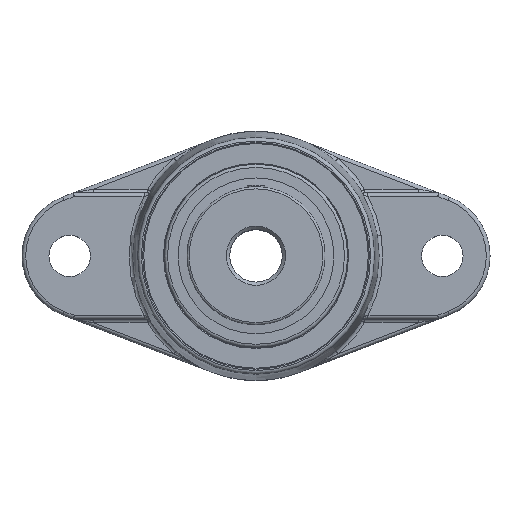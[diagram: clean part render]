
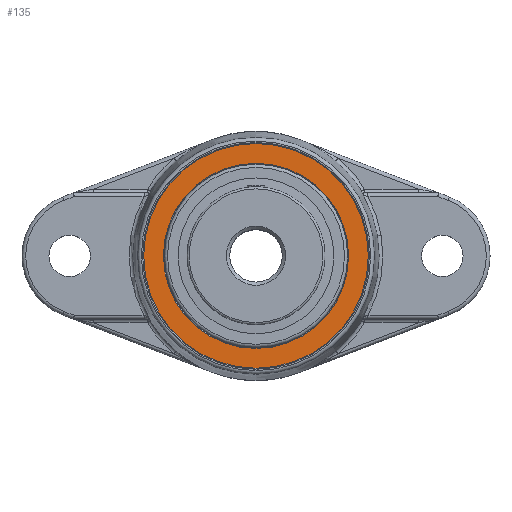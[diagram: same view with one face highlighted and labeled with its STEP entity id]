
A CAD part, top view. The second image highlights one B-rep face of the part: STEP entity #135.
In plain terms, the highlighted planar face has unit normal (0, 0, 1).
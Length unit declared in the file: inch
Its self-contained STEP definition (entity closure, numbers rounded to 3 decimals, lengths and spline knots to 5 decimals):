
#72=CARTESIAN_POINT('',(-0.,0.87978,0.90551));
#73=VERTEX_POINT('',#72);
#97=CARTESIAN_POINT('',(0.,0.,0.90551));
#98=DIRECTION('',(0.,0.,1.));
#99=DIRECTION('',(0.,-1.,0.));
#100=AXIS2_PLACEMENT_3D('',#97,#98,#99);
#101=CIRCLE('',#100,0.87978);
#102=EDGE_CURVE('',#73,#73,#101,.T.);
#107=CARTESIAN_POINT('',(-0.,-0.,0.90551));
#108=DIRECTION('',(0.,0.,1.));
#109=DIRECTION('',(1.,0.,0.));
#110=AXIS2_PLACEMENT_3D('',#107,#108,#109);
#111=PLANE('',#110);
#112=CARTESIAN_POINT('',(1.06791,-0.,0.90551));
#113=VERTEX_POINT('',#112);
#114=CARTESIAN_POINT('',(-1.06791,-0.,0.90551));
#115=VERTEX_POINT('',#114);
#116=CARTESIAN_POINT('',(-0.,-0.,0.90551));
#117=DIRECTION('',(0.,0.,1.));
#118=DIRECTION('',(1.,0.,-0.));
#119=AXIS2_PLACEMENT_3D('',#116,#117,#118);
#120=CIRCLE('',#119,1.06791);
#121=EDGE_CURVE('',#113,#115,#120,.T.);
#122=ORIENTED_EDGE('',*,*,#121,.T.);
#123=CARTESIAN_POINT('',(-0.,-0.,0.90551));
#124=DIRECTION('',(0.,0.,1.));
#125=DIRECTION('',(1.,0.,-0.));
#126=AXIS2_PLACEMENT_3D('',#123,#124,#125);
#127=CIRCLE('',#126,1.06791);
#128=EDGE_CURVE('',#115,#113,#127,.T.);
#129=ORIENTED_EDGE('',*,*,#128,.T.);
#130=EDGE_LOOP('',(#122,#129));
#131=FACE_BOUND('',#130,.T.);
#132=ORIENTED_EDGE('',*,*,#102,.F.);
#133=EDGE_LOOP('',(#132));
#134=FACE_BOUND('',#133,.T.);
#135=ADVANCED_FACE('',(#131,#134),#111,.T.);
